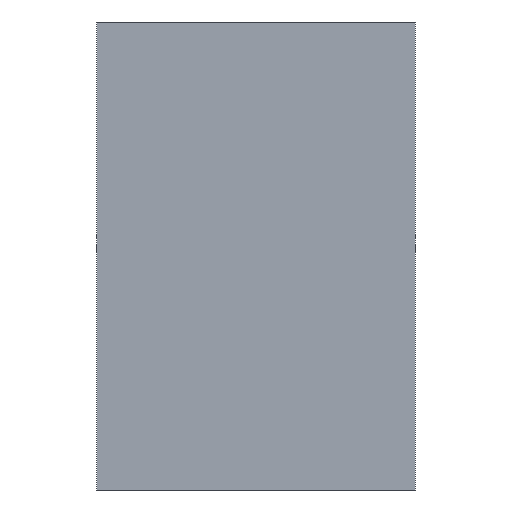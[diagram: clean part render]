
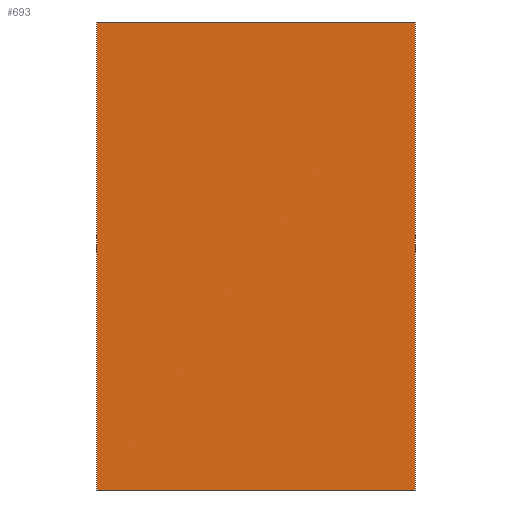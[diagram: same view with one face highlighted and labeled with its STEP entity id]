
A CAD part, left-side view. The second image highlights one B-rep face of the part: STEP entity #693.
In plain terms, the highlighted planar face has unit normal (-1, 0, 0).
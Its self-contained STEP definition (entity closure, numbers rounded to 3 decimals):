
#2 = AXIS2_PLACEMENT_3D ( 'NONE', #19, #501, #560 ) ;
#4 = LINE ( 'NONE', #238, #422 ) ;
#9 = LINE ( 'NONE', #615, #253 ) ;
#19 = CARTESIAN_POINT ( 'NONE',  ( -1.6, 1.6, -1.15 ) ) ;
#22 = CARTESIAN_POINT ( 'NONE',  ( -1.6, 0., 1.25 ) ) ;
#43 = EDGE_CURVE ( 'NONE', #542, #324, #616, .T. ) ;
#75 = DIRECTION ( 'NONE',  ( 0., 0., 1. ) ) ;
#225 = PLANE ( 'NONE',  #2 ) ;
#238 = CARTESIAN_POINT ( 'NONE',  ( -1.6, 1.7, 1.25 ) ) ;
#246 = DIRECTION ( 'NONE',  ( 0., 1., 0. ) ) ;
#253 = VECTOR ( 'NONE', #246, 1000. ) ;
#261 = EDGE_CURVE ( 'NONE', #275, #318, #9, .T. ) ;
#275 = VERTEX_POINT ( 'NONE', #525 ) ;
#289 = VECTOR ( 'NONE', #317, 1000. ) ;
#307 = EDGE_LOOP ( 'NONE', ( #310, #680, #493, #375 ) ) ;
#310 = ORIENTED_EDGE ( 'NONE', *, *, #43, .F. ) ;
#315 = VECTOR ( 'NONE', #569, 1000. ) ;
#317 = DIRECTION ( 'NONE',  ( 0., -1., 0. ) ) ;
#318 = VERTEX_POINT ( 'NONE', #576 ) ;
#324 = VERTEX_POINT ( 'NONE', #467 ) ;
#346 = CARTESIAN_POINT ( 'NONE',  ( -1.6, 1.7, 1.25 ) ) ;
#375 = ORIENTED_EDGE ( 'NONE', *, *, #406, .F. ) ;
#377 = EDGE_CURVE ( 'NONE', #318, #542, #4, .T. ) ;
#406 = EDGE_CURVE ( 'NONE', #324, #275, #464, .T. ) ;
#422 = VECTOR ( 'NONE', #75, 1000. ) ;
#464 = LINE ( 'NONE', #22, #315 ) ;
#467 = CARTESIAN_POINT ( 'NONE',  ( -1.6, 0., 1.25 ) ) ;
#493 = ORIENTED_EDGE ( 'NONE', *, *, #261, .F. ) ;
#501 = DIRECTION ( 'NONE',  ( 1., 0., 0. ) ) ;
#525 = CARTESIAN_POINT ( 'NONE',  ( -1.6, 0., -1.25 ) ) ;
#542 = VERTEX_POINT ( 'NONE', #346 ) ;
#545 = CARTESIAN_POINT ( 'NONE',  ( -1.6, 1.7, 1.25 ) ) ;
#560 = DIRECTION ( 'NONE',  ( 0., 0., -1. ) ) ;
#569 = DIRECTION ( 'NONE',  ( 0., 0., -1. ) ) ;
#576 = CARTESIAN_POINT ( 'NONE',  ( -1.6, 1.7, -1.25 ) ) ;
#615 = CARTESIAN_POINT ( 'NONE',  ( -1.6, 1.7, -1.25 ) ) ;
#616 = LINE ( 'NONE', #545, #289 ) ;
#680 = ORIENTED_EDGE ( 'NONE', *, *, #377, .F. ) ;
#682 = FACE_OUTER_BOUND ( 'NONE', #307, .T. ) ;
#693 = ADVANCED_FACE ( 'NONE', ( #682 ), #225, .F. ) ;
